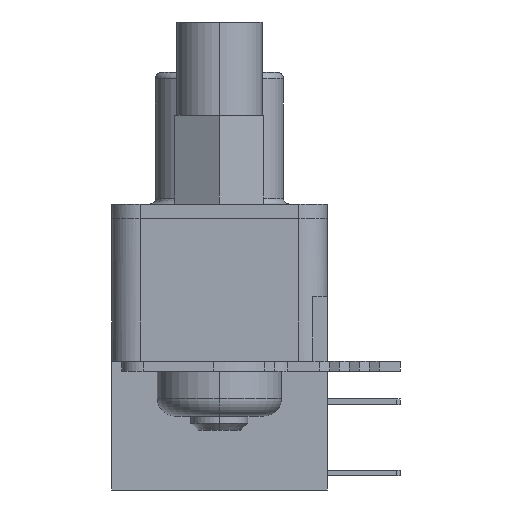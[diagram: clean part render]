
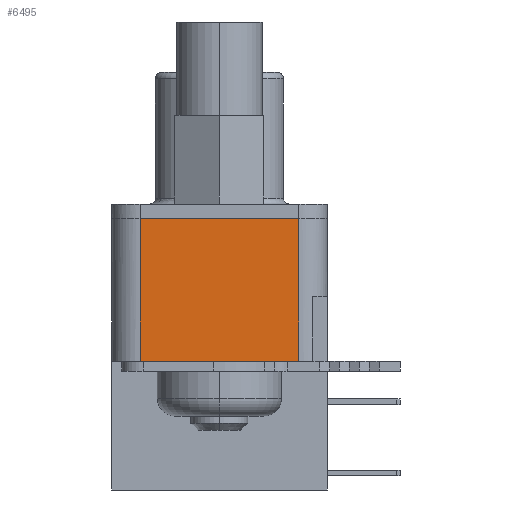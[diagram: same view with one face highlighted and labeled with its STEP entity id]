
A CAD part, left-side view. The second image highlights one B-rep face of the part: STEP entity #6495.
In plain terms, the highlighted planar face has unit normal (-1, 0, 0).
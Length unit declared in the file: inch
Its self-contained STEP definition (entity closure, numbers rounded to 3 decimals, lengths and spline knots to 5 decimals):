
#772 = VERTEX_POINT ( 'NONE', #6464 ) ;
#856 = EDGE_CURVE ( 'NONE', #772, #876, #6777, .T. ) ;
#876 = VERTEX_POINT ( 'NONE', #6857 ) ;
#6464 = CARTESIAN_POINT ( 'NONE',  ( -0.59545, 0.11145, 0. ) ) ;
#6473 = EDGE_CURVE ( 'NONE', #20834, #876, #14250, .T. ) ;
#6488 = EDGE_CURVE ( 'NONE', #772, #20816, #14248, .T. ) ;
#6495 = ADVANCED_FACE ( 'NONE', ( #14245 ), #14233, .F. ) ;
#6769 = CARTESIAN_POINT ( 'NONE',  ( -0.59545, -0.11145, 0. ) ) ;
#6770 = CARTESIAN_POINT ( 'NONE',  ( -0.5955, -0.03715, 0. ) ) ;
#6771 = CARTESIAN_POINT ( 'NONE',  ( -0.5955, 0.03715, 0. ) ) ;
#6772 = CARTESIAN_POINT ( 'NONE',  ( -0.59545, 0.11145, 0. ) ) ;
#6777 = B_SPLINE_CURVE_WITH_KNOTS ( 'NONE', 3,
 ( #6772, #6771, #6770, #6769 ),
 .UNSPECIFIED., .F., .F.,
 ( 4, 4 ),
 ( 0.13218, 0.86782 ),
 .UNSPECIFIED. ) ;
#6857 = CARTESIAN_POINT ( 'NONE',  ( -0.59545, -0.11145, 0. ) ) ;
#14233 = PLANE ( 'NONE',  #14239 ) ;
#14236 = DIRECTION ( 'NONE',  ( 0., 0., -1. ) ) ;
#14237 = VECTOR ( 'NONE', #14236, 39.37008 ) ;
#14238 = CARTESIAN_POINT ( 'NONE',  ( -0.5954, 0.1114, -0.201 ) ) ;
#14239 = AXIS2_PLACEMENT_3D ( 'NONE', #14271, #14270, #14269 ) ;
#14245 = FACE_OUTER_BOUND ( 'NONE', #20217, .T. ) ;
#14246 = DIRECTION ( 'NONE',  ( 0., 0., 1. ) ) ;
#14247 = VECTOR ( 'NONE', #14246, 39.37008 ) ;
#14248 = LINE ( 'NONE', #14238, #14237 ) ;
#14249 = CARTESIAN_POINT ( 'NONE',  ( -0.5954, -0.1114, -0.201 ) ) ;
#14250 = LINE ( 'NONE', #14249, #14247 ) ;
#14269 = DIRECTION ( 'NONE',  ( 0., 0., -1. ) ) ;
#14270 = DIRECTION ( 'NONE',  ( 1., 0., 0. ) ) ;
#14271 = CARTESIAN_POINT ( 'NONE',  ( -0.5954, -0.1514, -0.201 ) ) ;
#14476 = VECTOR ( 'NONE', #14539, 39.37008 ) ;
#14477 = CARTESIAN_POINT ( 'NONE',  ( -0.5954, -0.1514, -0.201 ) ) ;
#14478 = LINE ( 'NONE', #14477, #14476 ) ;
#14539 = DIRECTION ( 'NONE',  ( 0., 1., 0. ) ) ;
#15449 = EDGE_CURVE ( 'NONE', #20834, #20816, #14478, .T. ) ;
#18625 = CARTESIAN_POINT ( 'NONE',  ( -0.5954, 0.1114, -0.201 ) ) ;
#18685 = CARTESIAN_POINT ( 'NONE',  ( -0.5954, -0.1114, -0.201 ) ) ;
#20182 = ORIENTED_EDGE ( 'NONE', *, *, #15449, .F. ) ;
#20217 = EDGE_LOOP ( 'NONE', ( #20182, #20259, #20257, #20256 ) ) ;
#20256 = ORIENTED_EDGE ( 'NONE', *, *, #6488, .T. ) ;
#20257 = ORIENTED_EDGE ( 'NONE', *, *, #856, .F. ) ;
#20259 = ORIENTED_EDGE ( 'NONE', *, *, #6473, .T. ) ;
#20816 = VERTEX_POINT ( 'NONE', #18625 ) ;
#20834 = VERTEX_POINT ( 'NONE', #18685 ) ;
